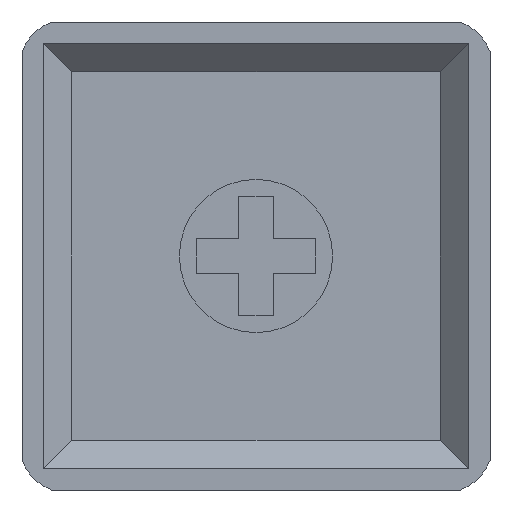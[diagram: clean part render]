
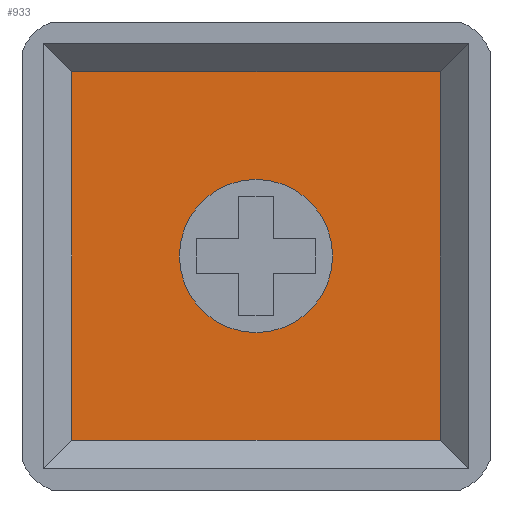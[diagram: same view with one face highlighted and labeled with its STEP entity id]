
A CAD part, front view. The second image highlights one B-rep face of the part: STEP entity #933.
In plain terms, the highlighted planar face has unit normal (0, -1, 0).
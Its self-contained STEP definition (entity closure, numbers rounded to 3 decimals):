
#24=PLANE('',#991);
#68=CIRCLE('',#992,2.7);
#103=LINE('',#1904,#179);
#104=LINE('',#1907,#180);
#106=LINE('',#1911,#182);
#107=LINE('',#1912,#183);
#179=VECTOR('',#1118,10.);
#180=VECTOR('',#1121,10.);
#182=VECTOR('',#1125,10.);
#183=VECTOR('',#1126,10.);
#244=FACE_BOUND('',#340,.T.);
#281=FACE_OUTER_BOUND('',#339,.T.);
#339=EDGE_LOOP('',(#797,#798,#799,#800));
#340=EDGE_LOOP('',(#801));
#457=VERTEX_POINT('',#1900);
#458=VERTEX_POINT('',#1902);
#459=VERTEX_POINT('',#1906);
#460=VERTEX_POINT('',#1910);
#461=VERTEX_POINT('',#1913);
#578=EDGE_CURVE('',#458,#457,#103,.T.);
#579=EDGE_CURVE('',#457,#459,#104,.T.);
#581=EDGE_CURVE('',#460,#458,#106,.T.);
#582=EDGE_CURVE('',#459,#460,#107,.T.);
#583=EDGE_CURVE('',#461,#461,#68,.T.);
#797=ORIENTED_EDGE('',*,*,#578,.F.);
#798=ORIENTED_EDGE('',*,*,#581,.F.);
#799=ORIENTED_EDGE('',*,*,#582,.F.);
#800=ORIENTED_EDGE('',*,*,#579,.F.);
#801=ORIENTED_EDGE('',*,*,#583,.F.);
#933=ADVANCED_FACE('',(#281,#244),#24,.F.);
#991=AXIS2_PLACEMENT_3D('',#1909,#1123,#1124);
#992=AXIS2_PLACEMENT_3D('',#1914,#1127,#1128);
#1118=DIRECTION('',(1.,0.,0.));
#1121=DIRECTION('',(0.,0.,-1.));
#1123=DIRECTION('center_axis',(0.,1.,0.));
#1124=DIRECTION('ref_axis',(-1.,0.,0.));
#1125=DIRECTION('',(0.,0.,1.));
#1126=DIRECTION('',(-1.,0.,0.));
#1127=DIRECTION('center_axis',(0.,-1.,0.));
#1128=DIRECTION('ref_axis',(1.,0.,0.));
#1900=CARTESIAN_POINT('',(6.5,2.3,6.5));
#1902=CARTESIAN_POINT('',(-6.5,2.3,6.5));
#1904=CARTESIAN_POINT('',(-3.75,2.3,6.5));
#1906=CARTESIAN_POINT('',(6.5,2.3,-6.5));
#1907=CARTESIAN_POINT('',(6.5,2.3,3.75));
#1909=CARTESIAN_POINT('Origin',(0.,2.3,0.));
#1910=CARTESIAN_POINT('',(-6.5,2.3,-6.5));
#1911=CARTESIAN_POINT('',(-6.5,2.3,-3.75));
#1912=CARTESIAN_POINT('',(3.75,2.3,-6.5));
#1913=CARTESIAN_POINT('',(-2.7,2.3,0.));
#1914=CARTESIAN_POINT('Origin',(0.,2.3,0.));
